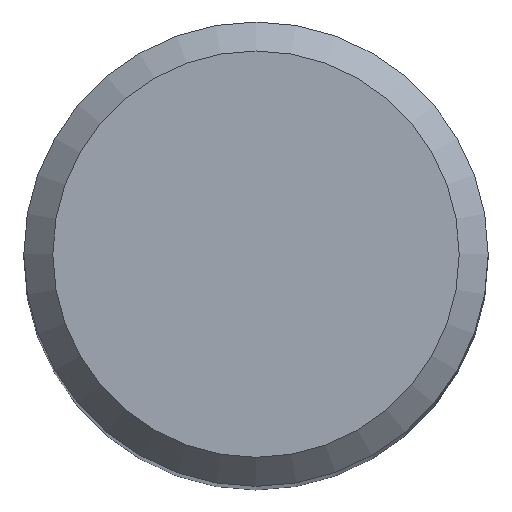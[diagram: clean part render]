
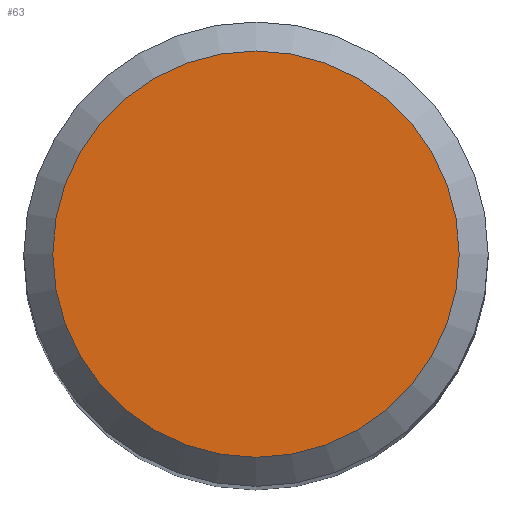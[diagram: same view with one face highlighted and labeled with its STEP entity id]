
A CAD part, top view. The second image highlights one B-rep face of the part: STEP entity #63.
In plain terms, the highlighted planar face has unit normal (0, 0, 1).
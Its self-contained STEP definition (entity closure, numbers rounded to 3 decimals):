
#17=PLANE('',#84);
#19=FACE_OUTER_BOUND('',#23,.T.);
#23=EDGE_LOOP('',(#52));
#33=CIRCLE('',#85,3.5);
#38=VERTEX_POINT('',#121);
#44=EDGE_CURVE('',#38,#38,#33,.T.);
#52=ORIENTED_EDGE('',*,*,#44,.T.);
#63=ADVANCED_FACE('',(#19),#17,.T.);
#84=AXIS2_PLACEMENT_3D('',#120,#100,#101);
#85=AXIS2_PLACEMENT_3D('',#122,#102,#103);
#100=DIRECTION('center_axis',(0.,0.,1.));
#101=DIRECTION('ref_axis',(1.,0.,0.));
#102=DIRECTION('center_axis',(0.,0.,1.));
#103=DIRECTION('ref_axis',(1.,0.,0.));
#120=CARTESIAN_POINT('Origin',(0.,0.,40.));
#121=CARTESIAN_POINT('',(3.5,0.,40.));
#122=CARTESIAN_POINT('Origin',(0.,0.,40.));
